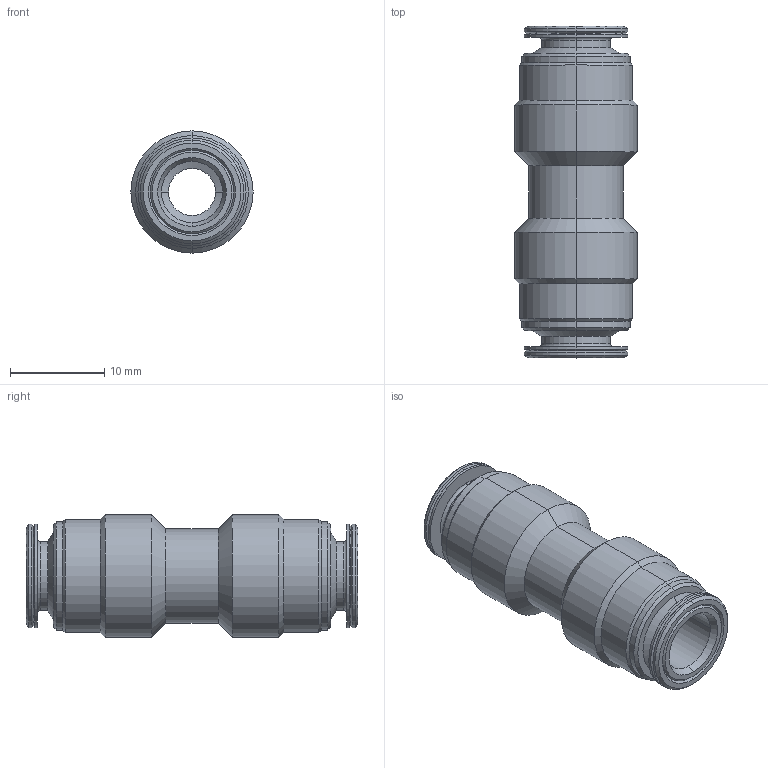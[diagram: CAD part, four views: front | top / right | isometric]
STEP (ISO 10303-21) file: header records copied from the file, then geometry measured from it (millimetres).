
FILE_DESCRIPTION (( 'STEP AP203' ), '1' );
FILE_NAME ('MM163030.STEP', '2010-08-06T09:53:53', ( '' ), ( 'sopra-pneumatic' ), 'SwSTEP 2.0', 'SolidWorks 2009', '' );
FILE_SCHEMA (( 'CONFIG_CONTROL_DESIGN' ));
Length unit declared in the file: millimetre
Products named in the file (1): MM163030
Bounding box: 13 x 35.3 x 13 mm (x, y, z)
Volume: 2523.5 mm3; surface area: 2383.4 mm2
Topology: 1 solids, 1 shells, 96 faces, 200 edges, 112 vertices
Faces by surface type: cone 48, cylinder 36, plane 8, torus 4
Entity records: 2609 total; most frequent: DIRECTION 510, CARTESIAN_POINT 409, ORIENTED_EDGE 400, AXIS2_PLACEMENT_3D 213, EDGE_CURVE 200, CIRCLE 116, VERTEX_POINT 112, EDGE_LOOP 104
